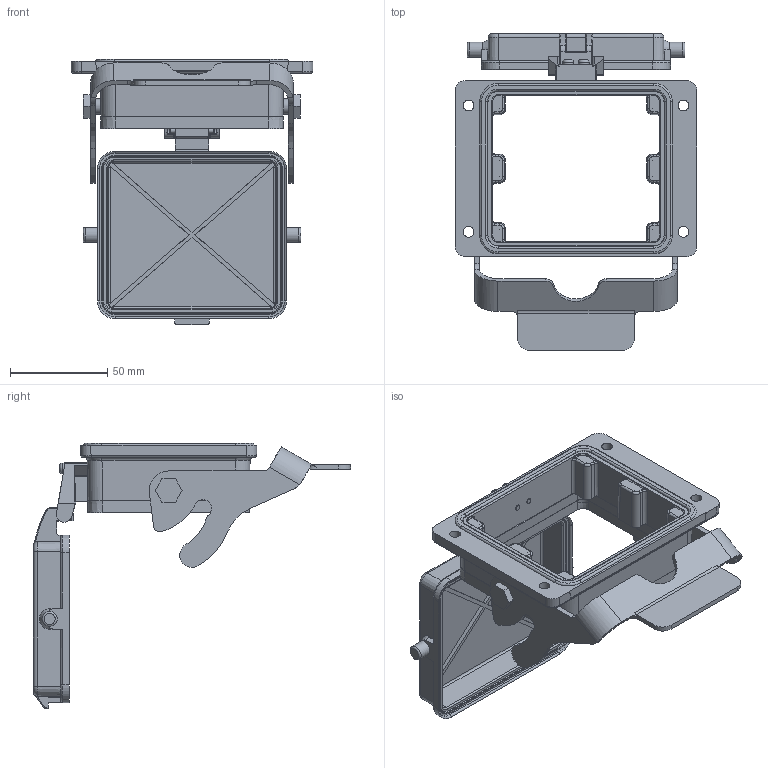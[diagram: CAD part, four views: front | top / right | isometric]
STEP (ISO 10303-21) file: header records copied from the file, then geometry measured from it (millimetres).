
FILE_DESCRIPTION(/* description */ (''),/* implementation_level */ '2;1');
FILE_NAME(/* name */ 'H32B-BK-1L-CV.stp',/* time_stamp */ '2023-09-20T07:57:11+08:00',/* author */ (''),/* organization */ (''),/* preprocessor_version */ 'ST-DEVELOPER v16',/* originating_system */ 'SIEMENS PLM Software NX 10.0',/* authorisation */ '');
FILE_SCHEMA (('AUTOMOTIVE_DESIGN { 1 0 10303 214 3 1 1 1 }'));
Products named in the file (1): Admi16F8F3C4yvij
Bounding box: 124 x 162.7 x 136.06 mm (x, y, z)
Volume: 125911.9 mm3; surface area: 90609 mm2
Topology: 1 solids, 2 shells, 910 faces, 2412 edges, 1509 vertices
Faces by surface type: plane 345, cylinder 341, bspline 96, torus 70, cone 38, extrusion 20
Full cylindrical faces by diameter (mm): 3 x38, 3.2 x2, 3.5 x8, 5 x4, 5.5 x6, 7.7 x2, 8 x4
Entity records: 61233 total; most frequent: CARTESIAN_POINT 40313, ORIENTED_EDGE 4438, DIRECTION 4245, EDGE_CURVE 2219, AXIS2_PLACEMENT_3D 1539, VERTEX_POINT 1417, VECTOR 1167, LINE 1147
